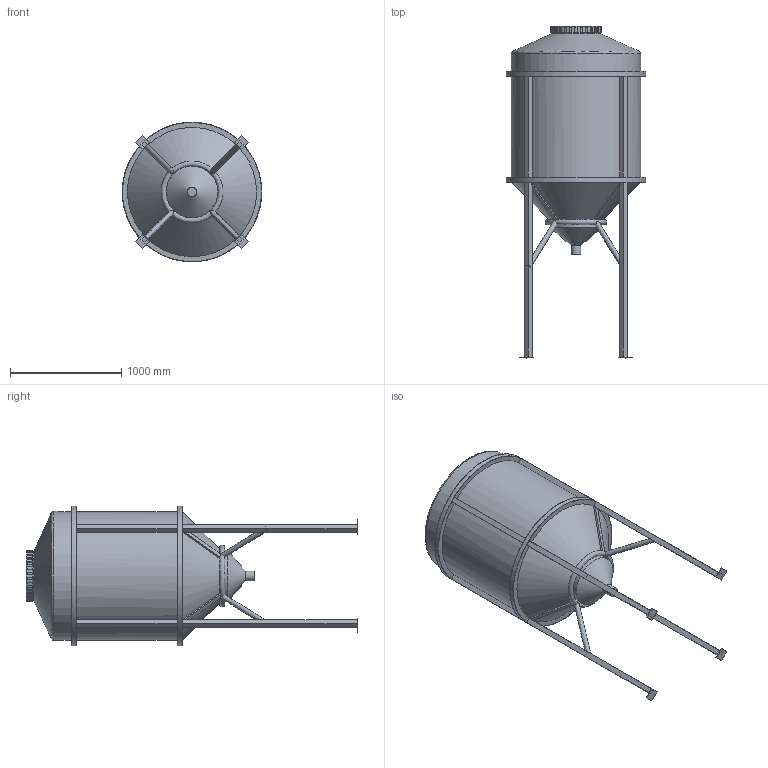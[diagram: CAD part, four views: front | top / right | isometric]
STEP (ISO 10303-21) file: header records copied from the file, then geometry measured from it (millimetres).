
FILE_DESCRIPTION(('FreeCAD Model'),'2;1');
FILE_NAME('Open CASCADE Shape Model','2025-05-28T06:46:05',('FreeCAD'),( 'FreeCAD'),'Open CASCADE STEP processor 7.6','FreeCAD','Unknown');
FILE_SCHEMA(('AUTOMOTIVE_DESIGN { 1 0 10303 214 1 1 1 1 }'));
Length unit declared in the file: millimetre
Products named in the file (1): Open CASCADE STEP translator 7.6 1
Bounding box: 1252.55 x 2980.61 x 1252.4 mm (x, y, z)
Volume: 1616834566.2 mm3; surface area: 10527898.2 mm2
Topology: 15 solids, 15 shells, 269 faces, 715 edges, 480 vertices
Faces by surface type: bspline 269
Entity records: 8106 total; most frequent: CARTESIAN_POINT 3851, ORIENTED_EDGE 1430, EDGE_CURVE 715, B_SPLINE_CURVE_WITH_KNOTS 534, VERTEX_POINT 480, FACE_BOUND 279, EDGE_LOOP 279, ADVANCED_FACE 269
